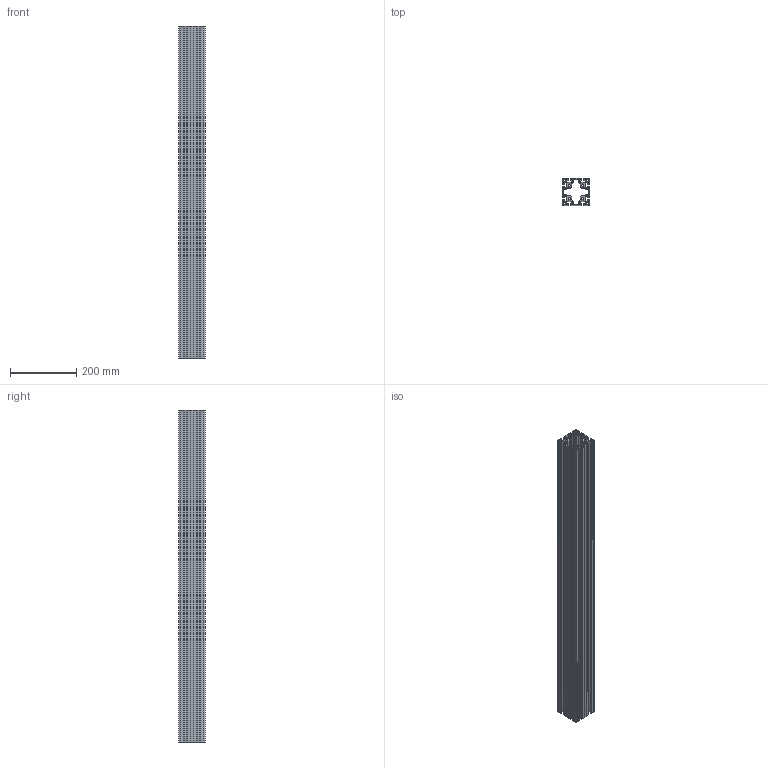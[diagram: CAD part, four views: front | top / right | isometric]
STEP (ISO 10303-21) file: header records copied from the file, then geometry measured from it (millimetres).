
FILE_DESCRIPTION(/* description */ (''),/* implementation_level */ '2;1');
FILE_NAME(/* name */ '10198_KriTec_Profil_8_80x80_leicht_schwarz.stp',/* time_stamp */ '2015-11-19T12:26:07+01:00',/* author */ ('kostic'),/* organization */ (''),/* preprocessor_version */ 'ST-DEVELOPER v15.2',/* originating_system */ 'Autodesk Inventor 2014',/* authorisation */ '');
FILE_SCHEMA (('CONFIG_CONTROL_DESIGN'));
Length unit declared in the file: millimetre
Products named in the file (1): 10198_KriTec_Profil_8_80x80_leicht_schwarz
Bounding box: 80 x 80 x 1000 mm (x, y, z)
Volume: 1845285.3 mm3; surface area: 1139380.4 mm2
Topology: 1 solids, 1 shells, 270 faces, 804 edges, 536 vertices
Faces by surface type: plane 146, cylinder 124
Full cylindrical faces by diameter (mm): 6.8 x4
Entity records: 9164 total; most frequent: CARTESIAN_POINT 1607, ORIENTED_EDGE 1600, DIRECTION 1590, EDGE_CURVE 800, LINE 552, VECTOR 552, VERTEX_POINT 536, AXIS2_PLACEMENT_3D 519
